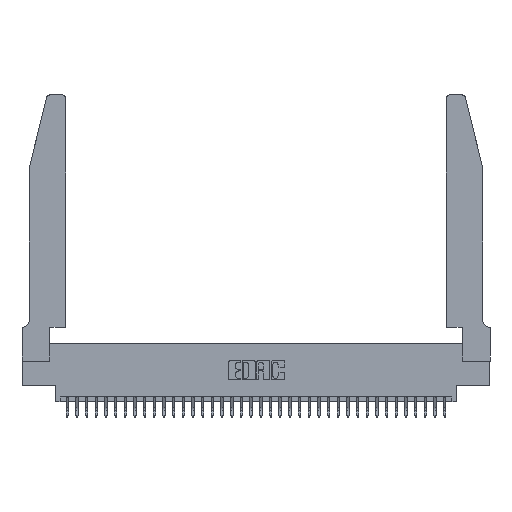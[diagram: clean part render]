
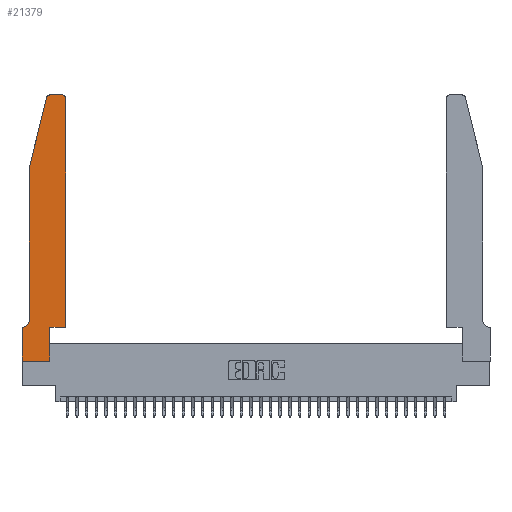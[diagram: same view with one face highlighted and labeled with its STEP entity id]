
A CAD part, top view. The second image highlights one B-rep face of the part: STEP entity #21379.
In plain terms, the highlighted planar face has unit normal (0, 0, 1).
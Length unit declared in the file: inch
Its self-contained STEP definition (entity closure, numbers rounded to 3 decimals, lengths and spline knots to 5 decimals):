
#216 = LINE ( 'NONE', #34080, #29539 ) ;
#229 = VECTOR ( 'NONE', #33867, 39.37008 ) ;
#889 = CARTESIAN_POINT ( 'NONE',  ( 0.2865, 0.35, 0.37 ) ) ;
#1085 = DIRECTION ( 'NONE',  ( 0., 0., 1. ) ) ;
#1153 = CARTESIAN_POINT ( 'NONE',  ( 0.0755, 2., 0.37 ) ) ;
#1259 = VECTOR ( 'NONE', #36248, 39.37008 ) ;
#1630 = VERTEX_POINT ( 'NONE', #6235 ) ;
#1649 = VECTOR ( 'NONE', #34814, 39.37008 ) ;
#1706 = CARTESIAN_POINT ( 'NONE',  ( 0.0755, 2., 0.37 ) ) ;
#2523 = VERTEX_POINT ( 'NONE', #2982 ) ;
#2982 = CARTESIAN_POINT ( 'NONE',  ( 0., 0.35, 0.37 ) ) ;
#3176 = CARTESIAN_POINT ( 'NONE',  ( 0., 0., 0.37 ) ) ;
#3346 = DIRECTION ( 'NONE',  ( 0., 1., 0. ) ) ;
#3582 = EDGE_CURVE ( 'NONE', #7177, #25786, #8510, .T. ) ;
#4040 = ORIENTED_EDGE ( 'NONE', *, *, #11926, .T. ) ;
#4366 = AXIS2_PLACEMENT_3D ( 'NONE', #36639, #8462, #5264 ) ;
#4433 = CARTESIAN_POINT ( 'NONE',  ( 0.4505, 0.35, 0.37 ) ) ;
#5264 = DIRECTION ( 'NONE',  ( 1., 0., 0. ) ) ;
#5477 = VERTEX_POINT ( 'NONE', #30594 ) ;
#5675 = FACE_OUTER_BOUND ( 'NONE', #15218, .T. ) ;
#6235 = CARTESIAN_POINT ( 'NONE',  ( 0.0755, 0.42, 0.37 ) ) ;
#6418 = CARTESIAN_POINT ( 'NONE',  ( 0.0755, 0.35, 0.37 ) ) ;
#6822 = DIRECTION ( 'NONE',  ( 1., 0., 0. ) ) ;
#7177 = VERTEX_POINT ( 'NONE', #30288 ) ;
#8462 = DIRECTION ( 'NONE',  ( 0., 0., 1. ) ) ;
#8510 = CIRCLE ( 'NONE', #9122, 0.03 ) ;
#8516 = CARTESIAN_POINT ( 'NONE',  ( 0.4205, 2.75, 0.37 ) ) ;
#8533 = VERTEX_POINT ( 'NONE', #889 ) ;
#8803 = ORIENTED_EDGE ( 'NONE', *, *, #33732, .T. ) ;
#9122 = AXIS2_PLACEMENT_3D ( 'NONE', #28250, #11571, #28726 ) ;
#9230 = LINE ( 'NONE', #6418, #1649 ) ;
#9548 = ORIENTED_EDGE ( 'NONE', *, *, #20439, .T. ) ;
#10426 = VERTEX_POINT ( 'NONE', #3176 ) ;
#10446 = VECTOR ( 'NONE', #3346, 39.37008 ) ;
#10783 = EDGE_CURVE ( 'NONE', #10426, #5477, #28878, .T. ) ;
#11571 = DIRECTION ( 'NONE',  ( 0., 0., 1. ) ) ;
#11742 = EDGE_CURVE ( 'NONE', #22001, #7177, #13730, .T. ) ;
#11875 = AXIS2_PLACEMENT_3D ( 'NONE', #17800, #26233, #18146 ) ;
#11926 = EDGE_CURVE ( 'NONE', #19663, #2523, #9230, .T. ) ;
#12501 = DIRECTION ( 'NONE',  ( 0., 1., 0. ) ) ;
#13707 = VECTOR ( 'NONE', #21584, 39.37008 ) ;
#13730 = LINE ( 'NONE', #4433, #18095 ) ;
#14719 = DIRECTION ( 'NONE',  ( 0., -1., 0. ) ) ;
#14733 = CARTESIAN_POINT ( 'NONE',  ( 0.0055, 0.35, 0.37 ) ) ;
#14765 = CIRCLE ( 'NONE', #23494, 0.03 ) ;
#15051 = CARTESIAN_POINT ( 'NONE',  ( 0.284, 2.72, 0.37 ) ) ;
#15218 = EDGE_LOOP ( 'NONE', ( #33607, #33801, #9548, #34216, #28365, #4040, #23675, #24674, #8803, #29572, #16635, #17227 ) ) ;
#15846 = EDGE_CURVE ( 'NONE', #36739, #35954, #14765, .T. ) ;
#16635 = ORIENTED_EDGE ( 'NONE', *, *, #11742, .T. ) ;
#17227 = ORIENTED_EDGE ( 'NONE', *, *, #3582, .T. ) ;
#17794 = EDGE_CURVE ( 'NONE', #1630, #19663, #31504, .T. ) ;
#17800 = CARTESIAN_POINT ( 'NONE',  ( 0.0055, 0.42, 0.37 ) ) ;
#18095 = VECTOR ( 'NONE', #12501, 39.37008 ) ;
#18146 = DIRECTION ( 'NONE',  ( -1., 0., 0. ) ) ;
#18689 = CARTESIAN_POINT ( 'NONE',  ( 0.4505, 0.35, 0.37 ) ) ;
#19622 = CARTESIAN_POINT ( 'NONE',  ( 0.2605, 2.75, 0.37 ) ) ;
#19663 = VERTEX_POINT ( 'NONE', #14733 ) ;
#19701 = EDGE_CURVE ( 'NONE', #2523, #10426, #216, .T. ) ;
#19819 = LINE ( 'NONE', #23231, #10446 ) ;
#20439 = EDGE_CURVE ( 'NONE', #35954, #24966, #22998, .T. ) ;
#21379 = ADVANCED_FACE ( 'NONE', ( #5675 ), #22495, .T. ) ;
#21584 = DIRECTION ( 'NONE',  ( -0.239, -0.971, 0. ) ) ;
#22001 = VERTEX_POINT ( 'NONE', #25373 ) ;
#22241 = EDGE_CURVE ( 'NONE', #24966, #1630, #24755, .T. ) ;
#22495 = PLANE ( 'NONE',  #4366 ) ;
#22998 = LINE ( 'NONE', #1706, #13707 ) ;
#23231 = CARTESIAN_POINT ( 'NONE',  ( 0.2865, 0.35, 0.37 ) ) ;
#23494 = AXIS2_PLACEMENT_3D ( 'NONE', #15051, #1085, #6822 ) ;
#23675 = ORIENTED_EDGE ( 'NONE', *, *, #19701, .T. ) ;
#24674 = ORIENTED_EDGE ( 'NONE', *, *, #10783, .T. ) ;
#24731 = VECTOR ( 'NONE', #24800, 39.37008 ) ;
#24755 = LINE ( 'NONE', #36194, #25644 ) ;
#24800 = DIRECTION ( 'NONE',  ( 1., 0., 0. ) ) ;
#24966 = VERTEX_POINT ( 'NONE', #1153 ) ;
#25373 = CARTESIAN_POINT ( 'NONE',  ( 0.4505, 0.35, 0.37 ) ) ;
#25644 = VECTOR ( 'NONE', #30127, 39.37008 ) ;
#25786 = VERTEX_POINT ( 'NONE', #8516 ) ;
#26233 = DIRECTION ( 'NONE',  ( 0., 0., -1. ) ) ;
#28250 = CARTESIAN_POINT ( 'NONE',  ( 0.4205, 2.72, 0.37 ) ) ;
#28365 = ORIENTED_EDGE ( 'NONE', *, *, #17794, .T. ) ;
#28726 = DIRECTION ( 'NONE',  ( 1., 0., 0. ) ) ;
#28878 = LINE ( 'NONE', #30028, #1259 ) ;
#28977 = CARTESIAN_POINT ( 'NONE',  ( 0.25487, 2.72718, 0.37 ) ) ;
#29539 = VECTOR ( 'NONE', #14719, 39.37008 ) ;
#29572 = ORIENTED_EDGE ( 'NONE', *, *, #33490, .T. ) ;
#30028 = CARTESIAN_POINT ( 'NONE',  ( 0., 0., 0.37 ) ) ;
#30127 = DIRECTION ( 'NONE',  ( 0., -1., 0. ) ) ;
#30288 = CARTESIAN_POINT ( 'NONE',  ( 0.4505, 2.72, 0.37 ) ) ;
#30594 = CARTESIAN_POINT ( 'NONE',  ( 0.2865, 0., 0.37 ) ) ;
#31504 = CIRCLE ( 'NONE', #11875, 0.07 ) ;
#31766 = LINE ( 'NONE', #18689, #24731 ) ;
#32789 = EDGE_CURVE ( 'NONE', #25786, #36739, #33991, .T. ) ;
#33490 = EDGE_CURVE ( 'NONE', #8533, #22001, #31766, .T. ) ;
#33607 = ORIENTED_EDGE ( 'NONE', *, *, #32789, .T. ) ;
#33732 = EDGE_CURVE ( 'NONE', #5477, #8533, #19819, .T. ) ;
#33801 = ORIENTED_EDGE ( 'NONE', *, *, #15846, .T. ) ;
#33867 = DIRECTION ( 'NONE',  ( -1., 0., 0. ) ) ;
#33991 = LINE ( 'NONE', #19622, #229 ) ;
#34080 = CARTESIAN_POINT ( 'NONE',  ( 0., 0., 0.37 ) ) ;
#34216 = ORIENTED_EDGE ( 'NONE', *, *, #22241, .T. ) ;
#34814 = DIRECTION ( 'NONE',  ( -1., 0., 0. ) ) ;
#34957 = CARTESIAN_POINT ( 'NONE',  ( 0.284, 2.75, 0.37 ) ) ;
#35954 = VERTEX_POINT ( 'NONE', #28977 ) ;
#36194 = CARTESIAN_POINT ( 'NONE',  ( 0.0755, 2., 0.37 ) ) ;
#36248 = DIRECTION ( 'NONE',  ( 1., 0., 0. ) ) ;
#36639 = CARTESIAN_POINT ( 'NONE',  ( 0., 0.35, 0.37 ) ) ;
#36739 = VERTEX_POINT ( 'NONE', #34957 ) ;
